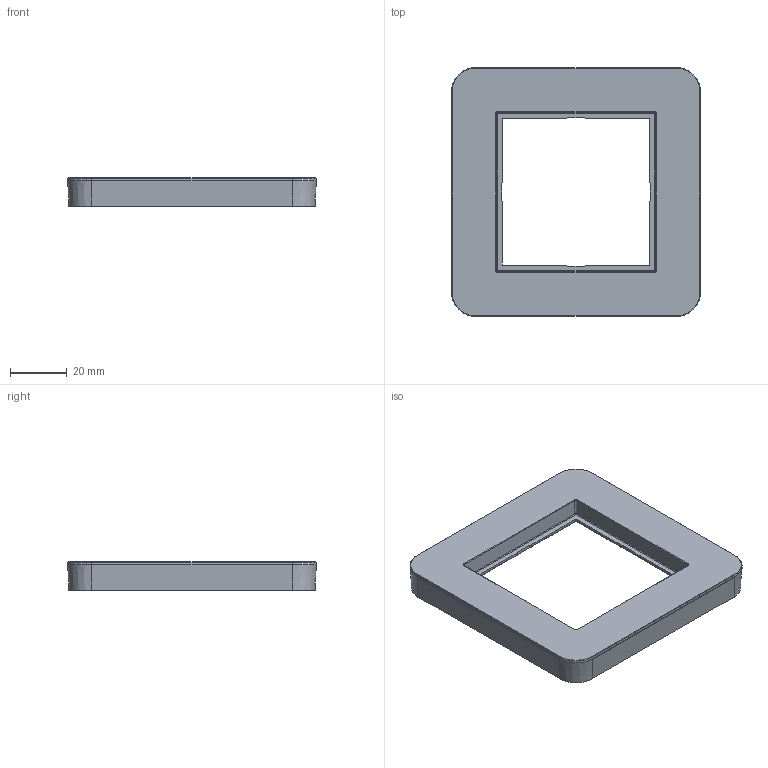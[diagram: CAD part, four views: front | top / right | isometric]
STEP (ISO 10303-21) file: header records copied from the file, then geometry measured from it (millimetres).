
FILE_DESCRIPTION((''),'2;1');
FILE_NAME('WAD9100_GEN_ASM','2025-03-19T10:26:33',('andolfs'),(''),'CREO PARAMETRIC BY PTC INC, 2023154','CREO PARAMETRIC BY PTC INC, 2023154','');
FILE_SCHEMA(('CONFIG_CONTROL_DESIGN','SHAPE_APPEARANCE_LAYERS_GROUPS'));
Products named in the file (3): W4G0099_18; W1A2432_GEN; WAD9100_GEN_ASM
Assembly tree (2 placements, depth 2):
  WAD9100_GEN_ASM
    W4G0099_18
    W1A2432_GEN
Bounding box: 88 x 88 x 10 mm (x, y, z)
Volume: 15314.1 mm3; surface area: 19709 mm2
Topology: 1 solids, 1 shells, 2574 faces, 6903 edges, 4482 vertices
Faces by surface type: plane 1218, extrusion 782, cylinder 286, bspline 212, sphere 32, torus 22, cone 18, revolution 4
Entity records: 121354 total; most frequent: CARTESIAN_POINT 42095, ORIENTED_EDGE 13806, DIRECTION 9323, EDGE_CURVE 6903, VECTOR 5105, VERTEX_POINT 4482, LINE 4323, PRESENTATION_STYLE_ASSIGNMENT 3136
